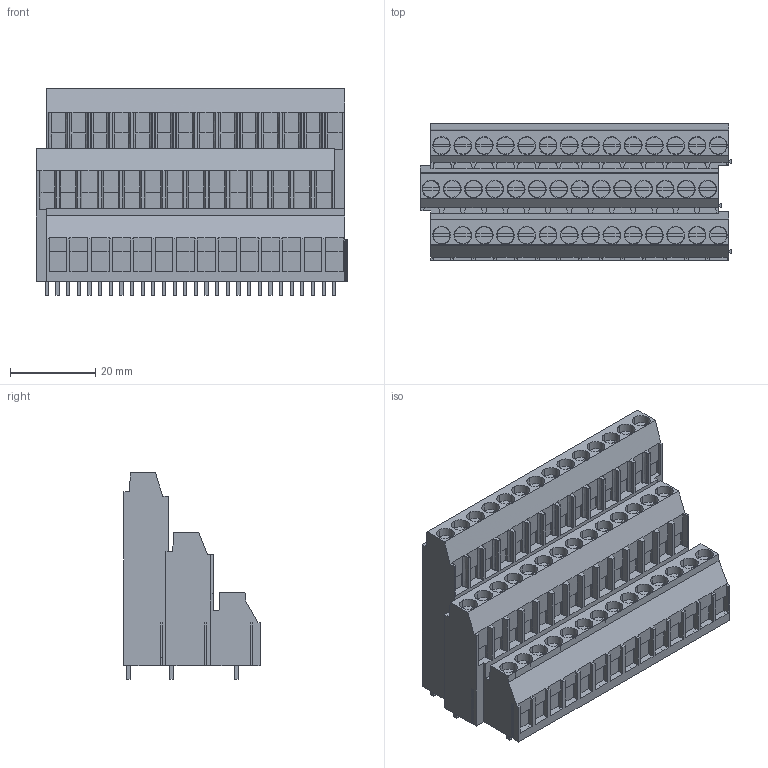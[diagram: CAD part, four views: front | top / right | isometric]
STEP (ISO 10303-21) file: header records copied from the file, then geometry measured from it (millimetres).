
FILE_DESCRIPTION(('CATIA V5 STEP','CAx-IF Rec.Pracs.--- Model Styling and Organization---1.4--- 2014-01-23'),'2;1');
FILE_NAME ('D1461019_1', '2024-03-19T08:29:17+00:00', ('none'), ('Weidmueller'), 'CATIA Version 5-6 Release 2016 SP3 HF44', 'CATIA V5 STEP AP214', 'none');
FILE_SCHEMA(('AUTOMOTIVE_DESIGN { 1 0 10303 214 1 1 1 1 }'));
Products named in the file (1): 1978950000
Bounding box: 73.15 x 32 x 48.47 mm (x, y, z)
Volume: 58536.7 mm3; surface area: 21952.1 mm2
Topology: 85 solids, 85 shells, 2385 faces, 6787 edges, 4615 vertices
Faces by surface type: plane 2165, cylinder 193, extrusion 27
Entity records: 71231 total; most frequent: CARTESIAN_POINT 14513, ORIENTED_EDGE 13574, DIRECTION 8683, EDGE_CURVE 6787, VECTOR 5987, LINE 5960, VERTEX_POINT 4615, EDGE_LOOP 2428
